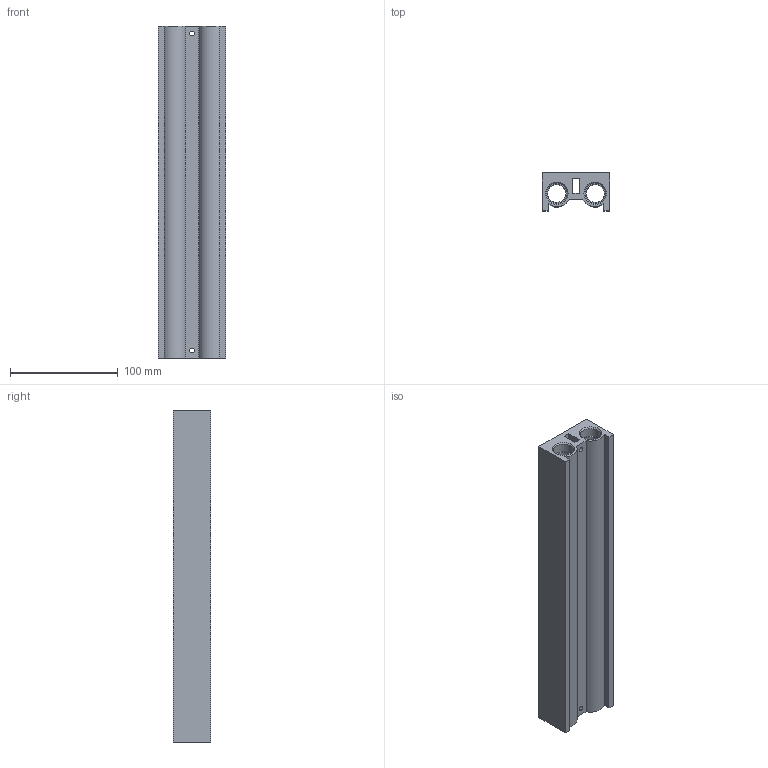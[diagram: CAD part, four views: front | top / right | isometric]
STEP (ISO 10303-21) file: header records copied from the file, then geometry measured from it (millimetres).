
FILE_DESCRIPTION (( 'STEP AP214' ), '1' );
FILE_NAME ('EMC-V34-8.STEP', '2020-04-02T08:52:32', ( '' ), ( '' ), 'SwSTEP 2.0', 'SolidWorks 2020', '' );
FILE_SCHEMA (( 'AUTOMOTIVE_DESIGN' ));
Length unit declared in the file: millimetre
Products named in the file (1): EMC-V34-8
Bounding box: 62.5 x 35 x 308 mm (x, y, z)
Volume: 352291.3 mm3; surface area: 125327.5 mm2
Topology: 1 solids, 1 shells, 176 faces, 374 edges, 236 vertices
Faces by surface type: cylinder 86, plane 50, cone 40
Entity records: 4852 total; most frequent: DIRECTION 940, CARTESIAN_POINT 787, ORIENTED_EDGE 748, AXIS2_PLACEMENT_3D 389, EDGE_CURVE 374, VERTEX_POINT 236, EDGE_LOOP 226, CIRCLE 212
